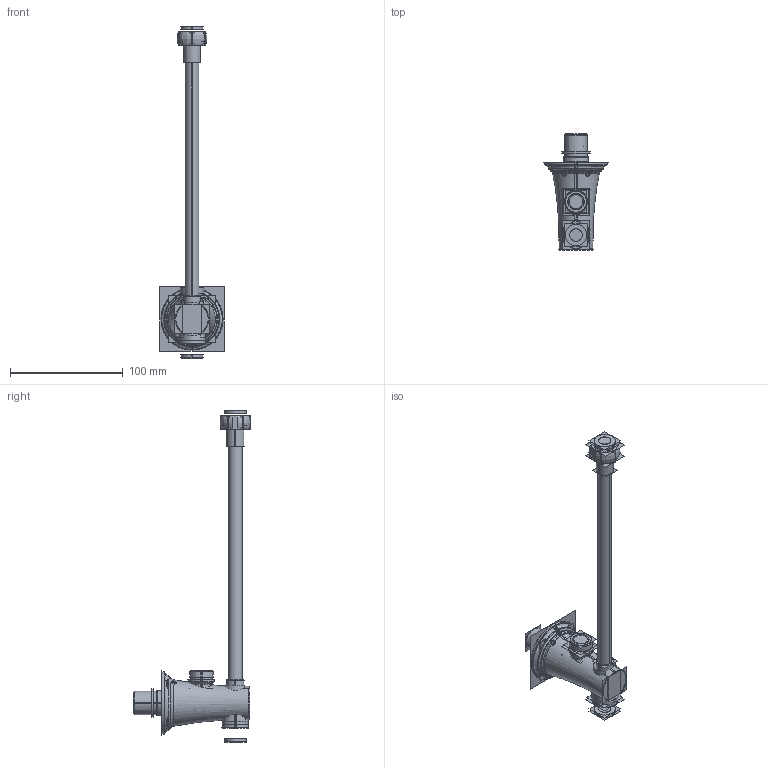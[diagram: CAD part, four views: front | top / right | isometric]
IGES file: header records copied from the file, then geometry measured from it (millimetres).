
Start section:  PTC IGES file: CT963C.igs
Global section: file name: CT963C.igs; native system: Pro/ENGINEER by Parametric Technology Corporation; preprocessor: 2009360; author: user321; organization: Unknown; date: 20191226.153950; units: millimetre
Bounding box: 57.2 x 103.78 x 294.24 mm (x, y, z)
Volume: 97719.4 mm3; surface area: 311563.9 mm2
Topology: 12 solids, 21 shells, 918 faces, 4860 edges, 6426 vertices
Faces by surface type: revolution 636, bspline 282
